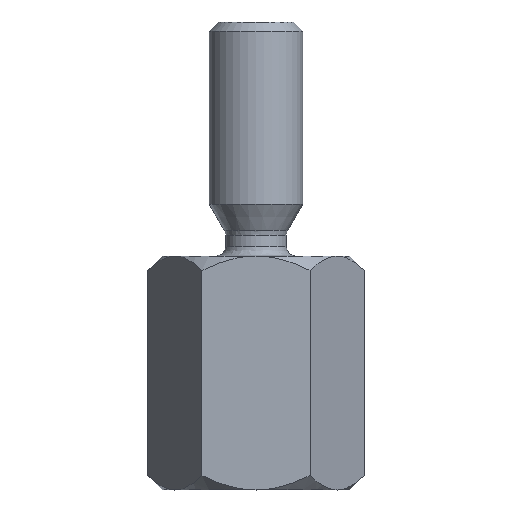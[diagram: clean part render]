
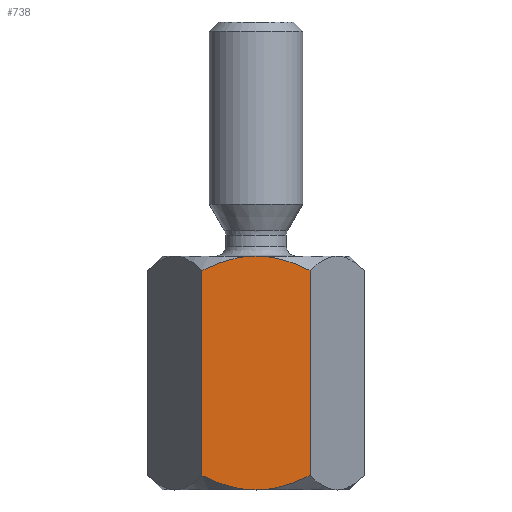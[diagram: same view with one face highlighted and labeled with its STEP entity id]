
A CAD part, front view. The second image highlights one B-rep face of the part: STEP entity #738.
In plain terms, the highlighted planar face has unit normal (0, -1, 0).
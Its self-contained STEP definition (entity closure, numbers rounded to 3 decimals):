
#3 = CARTESIAN_POINT ( 'NONE',  ( 0.4, -2., -0.031 ) ) ;
#31 = CARTESIAN_POINT ( 'NONE',  ( -0.789, -2., -0.142 ) ) ;
#34 = CARTESIAN_POINT ( 'NONE',  ( 0., -2., 0. ) ) ;
#57 = ORIENTED_EDGE ( 'NONE', *, *, #1151, .F. ) ;
#88 = VERTEX_POINT ( 'NONE', #880 ) ;
#127 = CARTESIAN_POINT ( 'NONE',  ( 0.974, -2., -0.219 ) ) ;
#128 = ORIENTED_EDGE ( 'NONE', *, *, #1157, .T. ) ;
#143 = VECTOR ( 'NONE', #403, 1000. ) ;
#173 = CARTESIAN_POINT ( 'NONE',  ( 0., -2., 0. ) ) ;
#206 = FACE_OUTER_BOUND ( 'NONE', #647, .T. ) ;
#207 = CARTESIAN_POINT ( 'NONE',  ( 0.203, -2., 0. ) ) ;
#215 = CARTESIAN_POINT ( 'NONE',  ( -0.204, -2., 0. ) ) ;
#219 = CARTESIAN_POINT ( 'NONE',  ( -0.405, -2., -0.032 ) ) ;
#249 = VECTOR ( 'NONE', #332, 1000. ) ;
#272 = CARTESIAN_POINT ( 'NONE',  ( 1.155, -2., -4.691 ) ) ;
#299 = VERTEX_POINT ( 'NONE', #388 ) ;
#332 = DIRECTION ( 'NONE',  ( 0., 0., -1. ) ) ;
#337 = CARTESIAN_POINT ( 'NONE',  ( -1.155, -2., -5. ) ) ;
#340 = LINE ( 'NONE', #337, #249 ) ;
#388 = CARTESIAN_POINT ( 'NONE',  ( 0., -2., -5. ) ) ;
#403 = DIRECTION ( 'NONE',  ( 0., 0., 1. ) ) ;
#427 = ORIENTED_EDGE ( 'NONE', *, *, #1009, .T. ) ;
#431 = B_SPLINE_CURVE_WITH_KNOTS ( 'NONE', 3,
 ( #1149, #1148, #1210, #1216, #1224, #1228 ),
 .UNSPECIFIED., .F., .F.,
 ( 4, 2, 4 ),
 ( 0., 0.001, 0.001 ),
 .UNSPECIFIED. ) ;
#436 = CARTESIAN_POINT ( 'NONE',  ( 1.155, -2., -5. ) ) ;
#481 = CARTESIAN_POINT ( 'NONE',  ( 1.155, -2., -4.691 ) ) ;
#518 = VERTEX_POINT ( 'NONE', #606 ) ;
#549 = AXIS2_PLACEMENT_3D ( 'NONE', #765, #678, #1267 ) ;
#575 = CARTESIAN_POINT ( 'NONE',  ( 0.974, -2., -4.781 ) ) ;
#606 = CARTESIAN_POINT ( 'NONE',  ( 1.155, -2., -0.309 ) ) ;
#631 = CARTESIAN_POINT ( 'NONE',  ( 0.789, -2., -4.858 ) ) ;
#635 = CARTESIAN_POINT ( 'NONE',  ( 0.405, -2., -4.968 ) ) ;
#642 = CARTESIAN_POINT ( 'NONE',  ( 0.204, -2., -5. ) ) ;
#646 = CARTESIAN_POINT ( 'NONE',  ( 0., -2., -5. ) ) ;
#647 = EDGE_LOOP ( 'NONE', ( #427, #999, #57, #128, #769, #711 ) ) ;
#676 = CARTESIAN_POINT ( 'NONE',  ( 0., -2., 0. ) ) ;
#678 = DIRECTION ( 'NONE',  ( 0., -1., 0. ) ) ;
#711 = ORIENTED_EDGE ( 'NONE', *, *, #823, .F. ) ;
#738 = ADVANCED_FACE ( 'NONE', ( #206 ), #1175, .T. ) ;
#747 = B_SPLINE_CURVE_WITH_KNOTS ( 'NONE', 3,
 ( #272, #575, #631, #635, #642, #646 ),
 .UNSPECIFIED., .F., .F.,
 ( 4, 2, 4 ),
 ( 0., 0.001, 0.001 ),
 .UNSPECIFIED. ) ;
#765 = CARTESIAN_POINT ( 'NONE',  ( -1.155, -2., -5. ) ) ;
#769 = ORIENTED_EDGE ( 'NONE', *, *, #928, .F. ) ;
#823 = EDGE_CURVE ( 'NONE', #1240, #299, #747, .T. ) ;
#855 = VERTEX_POINT ( 'NONE', #890 ) ;
#872 = CARTESIAN_POINT ( 'NONE',  ( -1.155, -2., -0.309 ) ) ;
#880 = CARTESIAN_POINT ( 'NONE',  ( -1.155, -2., -4.691 ) ) ;
#890 = CARTESIAN_POINT ( 'NONE',  ( -1.155, -2., -0.309 ) ) ;
#900 = CARTESIAN_POINT ( 'NONE',  ( 0.787, -2., -0.141 ) ) ;
#928 = EDGE_CURVE ( 'NONE', #299, #88, #431, .T. ) ;
#951 = B_SPLINE_CURVE_WITH_KNOTS ( 'NONE', 3,
 ( #173, #207, #3, #900, #127, #1051 ),
 .UNSPECIFIED., .F., .F.,
 ( 4, 2, 4 ),
 ( 0., 0.001, 0.001 ),
 .UNSPECIFIED. ) ;
#956 = VERTEX_POINT ( 'NONE', #676 ) ;
#973 = CARTESIAN_POINT ( 'NONE',  ( -0.974, -2., -0.219 ) ) ;
#999 = ORIENTED_EDGE ( 'NONE', *, *, #1003, .F. ) ;
#1003 = EDGE_CURVE ( 'NONE', #956, #518, #951, .T. ) ;
#1009 = EDGE_CURVE ( 'NONE', #1240, #518, #1099, .T. ) ;
#1050 = B_SPLINE_CURVE_WITH_KNOTS ( 'NONE', 3,
 ( #872, #973, #31, #219, #215, #34 ),
 .UNSPECIFIED., .F., .F.,
 ( 4, 2, 4 ),
 ( 0., 0.001, 0.001 ),
 .UNSPECIFIED. ) ;
#1051 = CARTESIAN_POINT ( 'NONE',  ( 1.155, -2., -0.309 ) ) ;
#1099 = LINE ( 'NONE', #436, #143 ) ;
#1148 = CARTESIAN_POINT ( 'NONE',  ( -0.203, -2., -5. ) ) ;
#1149 = CARTESIAN_POINT ( 'NONE',  ( 0., -2., -5. ) ) ;
#1151 = EDGE_CURVE ( 'NONE', #855, #956, #1050, .T. ) ;
#1157 = EDGE_CURVE ( 'NONE', #855, #88, #340, .T. ) ;
#1175 = PLANE ( 'NONE',  #549 ) ;
#1210 = CARTESIAN_POINT ( 'NONE',  ( -0.4, -2., -4.969 ) ) ;
#1216 = CARTESIAN_POINT ( 'NONE',  ( -0.787, -2., -4.859 ) ) ;
#1224 = CARTESIAN_POINT ( 'NONE',  ( -0.974, -2., -4.781 ) ) ;
#1228 = CARTESIAN_POINT ( 'NONE',  ( -1.155, -2., -4.691 ) ) ;
#1240 = VERTEX_POINT ( 'NONE', #481 ) ;
#1267 = DIRECTION ( 'NONE',  ( 1., 0., 0. ) ) ;
